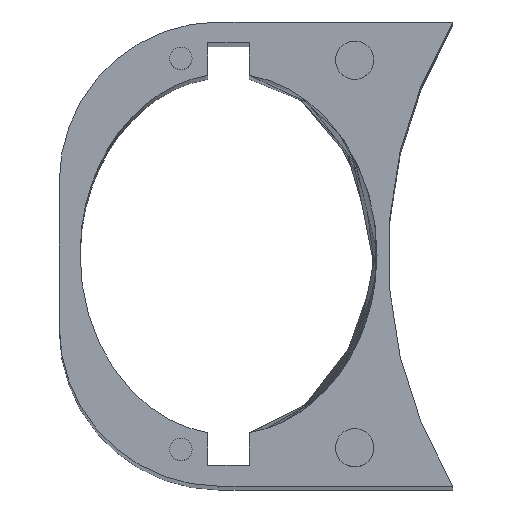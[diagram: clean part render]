
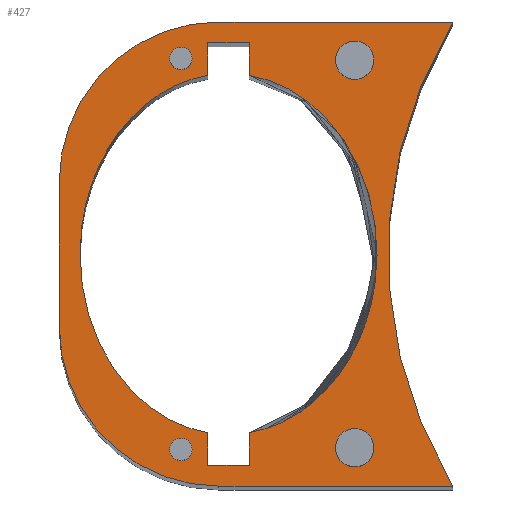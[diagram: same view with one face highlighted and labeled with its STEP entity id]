
A CAD part, top view. The second image highlights one B-rep face of the part: STEP entity #427.
In plain terms, the highlighted planar face has unit normal (0, 0, 1).
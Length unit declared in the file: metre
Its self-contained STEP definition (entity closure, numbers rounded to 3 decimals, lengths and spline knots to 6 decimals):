
#12=ELLIPSE('',#456,0.0113,0.0093);
#14=ELLIPSE('',#474,0.0113,0.0093);
#18=LINE('',#650,#50);
#22=LINE('',#659,#54);
#25=LINE('',#665,#57);
#29=LINE('',#690,#61);
#32=LINE('',#696,#64);
#35=LINE('',#702,#67);
#40=LINE('',#717,#72);
#44=LINE('',#729,#76);
#48=LINE('',#743,#80);
#50=VECTOR('',#505,1.);
#54=VECTOR('',#511,1.);
#57=VECTOR('',#516,1.);
#61=VECTOR('',#526,1.);
#64=VECTOR('',#531,1.);
#67=VECTOR('',#536,1.);
#72=VECTOR('',#549,1.);
#76=VECTOR('',#561,1.);
#80=VECTOR('',#575,1.);
#92=PLANE('',#477);
#99=CIRCLE('',#462,0.02815);
#101=CIRCLE('',#466,0.01);
#103=CIRCLE('',#470,0.01);
#106=CIRCLE('',#478,0.0012);
#107=CIRCLE('',#479,0.0007);
#108=CIRCLE('',#480,0.0012);
#109=CIRCLE('',#481,0.0007);
#190=ORIENTED_EDGE('',*,*,#268,.T.);
#191=ORIENTED_EDGE('',*,*,#269,.T.);
#192=ORIENTED_EDGE('',*,*,#270,.T.);
#193=ORIENTED_EDGE('',*,*,#271,.T.);
#194=ORIENTED_EDGE('',*,*,#247,.T.);
#195=ORIENTED_EDGE('',*,*,#264,.F.);
#196=ORIENTED_EDGE('',*,*,#260,.F.);
#197=ORIENTED_EDGE('',*,*,#257,.F.);
#198=ORIENTED_EDGE('',*,*,#254,.F.);
#199=ORIENTED_EDGE('',*,*,#251,.F.);
#200=ORIENTED_EDGE('',*,*,#225,.T.);
#201=ORIENTED_EDGE('',*,*,#266,.T.);
#202=ORIENTED_EDGE('',*,*,#244,.F.);
#203=ORIENTED_EDGE('',*,*,#241,.F.);
#204=ORIENTED_EDGE('',*,*,#238,.F.);
#205=ORIENTED_EDGE('',*,*,#235,.T.);
#206=ORIENTED_EDGE('',*,*,#232,.T.);
#207=ORIENTED_EDGE('',*,*,#229,.T.);
#225=EDGE_CURVE('',#279,#280,#18,.T.);
#229=EDGE_CURVE('',#283,#279,#22,.T.);
#232=EDGE_CURVE('',#285,#283,#25,.T.);
#235=EDGE_CURVE('',#287,#285,#12,.F.);
#238=EDGE_CURVE('',#287,#289,#29,.T.);
#241=EDGE_CURVE('',#289,#291,#32,.T.);
#244=EDGE_CURVE('',#291,#293,#35,.T.);
#247=EDGE_CURVE('',#295,#296,#99,.T.);
#251=EDGE_CURVE('',#295,#299,#40,.T.);
#254=EDGE_CURVE('',#299,#301,#101,.F.);
#257=EDGE_CURVE('',#301,#303,#44,.T.);
#260=EDGE_CURVE('',#303,#305,#103,.F.);
#264=EDGE_CURVE('',#305,#296,#48,.T.);
#266=EDGE_CURVE('',#280,#293,#14,.F.);
#268=EDGE_CURVE('',#308,#308,#106,.T.);
#269=EDGE_CURVE('',#309,#309,#107,.T.);
#270=EDGE_CURVE('',#310,#310,#108,.T.);
#271=EDGE_CURVE('',#311,#311,#109,.T.);
#279=VERTEX_POINT('',#651);
#280=VERTEX_POINT('',#652);
#283=VERTEX_POINT('',#660);
#285=VERTEX_POINT('',#666);
#287=VERTEX_POINT('',#685);
#289=VERTEX_POINT('',#691);
#291=VERTEX_POINT('',#697);
#293=VERTEX_POINT('',#703);
#295=VERTEX_POINT('',#709);
#296=VERTEX_POINT('',#710);
#299=VERTEX_POINT('',#718);
#301=VERTEX_POINT('',#724);
#303=VERTEX_POINT('',#730);
#305=VERTEX_POINT('',#736);
#308=VERTEX_POINT('',#764);
#309=VERTEX_POINT('',#766);
#310=VERTEX_POINT('',#768);
#311=VERTEX_POINT('',#770);
#339=EDGE_LOOP('',(#190));
#340=EDGE_LOOP('',(#191));
#341=EDGE_LOOP('',(#192));
#342=EDGE_LOOP('',(#193));
#343=EDGE_LOOP('',(#194,#195,#196,#197,#198,#199));
#344=EDGE_LOOP('',(#200,#201,#202,#203,#204,#205,#206,#207));
#381=FACE_BOUND('',#339,.T.);
#382=FACE_BOUND('',#340,.T.);
#383=FACE_BOUND('',#341,.T.);
#384=FACE_BOUND('',#342,.T.);
#385=FACE_BOUND('',#343,.T.);
#386=FACE_BOUND('',#344,.T.);
#427=ADVANCED_FACE('',(#381,#382,#383,#384,#385,#386),#92,.F.);
#456=AXIS2_PLACEMENT_3D('',#684,#519,#520);
#462=AXIS2_PLACEMENT_3D('',#708,#541,#542);
#466=AXIS2_PLACEMENT_3D('',#723,#554,#555);
#470=AXIS2_PLACEMENT_3D('',#735,#566,#567);
#474=AXIS2_PLACEMENT_3D('',#759,#577,#578);
#477=AXIS2_PLACEMENT_3D('',#762,#583,#584);
#478=AXIS2_PLACEMENT_3D('',#763,#585,#586);
#479=AXIS2_PLACEMENT_3D('',#765,#587,#588);
#480=AXIS2_PLACEMENT_3D('',#767,#589,#590);
#481=AXIS2_PLACEMENT_3D('',#769,#591,#592);
#505=DIRECTION('',(0.,1.,0.));
#511=DIRECTION('',(-1.,0.,0.));
#516=DIRECTION('',(0.,-1.,0.));
#519=DIRECTION('',(0.,0.,1.));
#520=DIRECTION('',(0.,1.,0.));
#526=DIRECTION('',(0.,1.,0.));
#531=DIRECTION('',(-1.,0.,0.));
#536=DIRECTION('',(0.,-1.,0.));
#541=DIRECTION('',(0.,0.,-1.));
#542=DIRECTION('',(-1.,0.,0.));
#549=DIRECTION('',(-1.,0.,0.));
#554=DIRECTION('',(0.,0.,1.));
#555=DIRECTION('',(1.,0.,0.));
#561=DIRECTION('',(0.,1.,0.));
#566=DIRECTION('',(0.,0.,1.));
#567=DIRECTION('',(1.,0.,0.));
#575=DIRECTION('',(1.,0.,0.));
#577=DIRECTION('',(0.,0.,1.));
#578=DIRECTION('',(0.,1.,0.));
#583=DIRECTION('',(0.,0.,-1.));
#584=DIRECTION('',(1.,0.,0.));
#585=DIRECTION('',(0.,0.,-1.));
#586=DIRECTION('',(-1.,0.,0.));
#587=DIRECTION('',(0.,0.,-1.));
#588=DIRECTION('',(-1.,0.,0.));
#589=DIRECTION('',(0.,0.,-1.));
#590=DIRECTION('',(-1.,0.,0.));
#591=DIRECTION('',(0.,0.,-1.));
#592=DIRECTION('',(-1.,0.,0.));
#650=CARTESIAN_POINT('',(-0.03945,-0.01221,0.036));
#651=CARTESIAN_POINT('',(-0.03945,-0.013232,0.036));
#652=CARTESIAN_POINT('',(-0.03945,-0.011189,0.036));
#659=CARTESIAN_POINT('',(-0.03815,-0.013232,0.036));
#660=CARTESIAN_POINT('',(-0.03685,-0.013232,0.036));
#665=CARTESIAN_POINT('',(-0.03685,-0.01221,0.036));
#666=CARTESIAN_POINT('',(-0.03685,-0.011189,0.036));
#684=CARTESIAN_POINT('',(-0.03815,0.,0.036));
#685=CARTESIAN_POINT('',(-0.03685,0.011189,0.036));
#690=CARTESIAN_POINT('',(-0.03685,0.01221,0.036));
#691=CARTESIAN_POINT('',(-0.03685,0.013232,0.036));
#696=CARTESIAN_POINT('',(-0.03815,0.013232,0.036));
#697=CARTESIAN_POINT('',(-0.03945,0.013232,0.036));
#702=CARTESIAN_POINT('',(-0.03945,0.01221,0.036));
#703=CARTESIAN_POINT('',(-0.03945,0.011189,0.036));
#708=CARTESIAN_POINT('',(0.,0.,0.036));
#709=CARTESIAN_POINT('',(-0.024109,-0.014532,0.036));
#710=CARTESIAN_POINT('',(-0.024109,0.014532,0.036));
#717=CARTESIAN_POINT('',(-0.03143,-0.014532,0.036));
#718=CARTESIAN_POINT('',(-0.03875,-0.014532,0.036));
#723=CARTESIAN_POINT('',(-0.03875,-0.004532,0.036));
#724=CARTESIAN_POINT('',(-0.04875,-0.004532,0.036));
#729=CARTESIAN_POINT('',(-0.04875,0.,0.036));
#730=CARTESIAN_POINT('',(-0.04875,0.004532,0.036));
#735=CARTESIAN_POINT('',(-0.03875,0.004532,0.036));
#736=CARTESIAN_POINT('',(-0.03875,0.014532,0.036));
#743=CARTESIAN_POINT('',(-0.03143,0.014532,0.036));
#759=CARTESIAN_POINT('',(-0.03815,0.,0.036));
#762=CARTESIAN_POINT('',(0.,0.,0.036));
#763=CARTESIAN_POINT('',(-0.030253,-0.012132,0.036));
#764=CARTESIAN_POINT('',(-0.031453,-0.012132,0.036));
#765=CARTESIAN_POINT('',(-0.041127,-0.012245,0.036));
#766=CARTESIAN_POINT('',(-0.041827,-0.012245,0.036));
#767=CARTESIAN_POINT('',(-0.030253,0.012132,0.036));
#768=CARTESIAN_POINT('',(-0.031453,0.012132,0.036));
#769=CARTESIAN_POINT('',(-0.041127,0.012245,0.036));
#770=CARTESIAN_POINT('',(-0.041827,0.012245,0.036));
